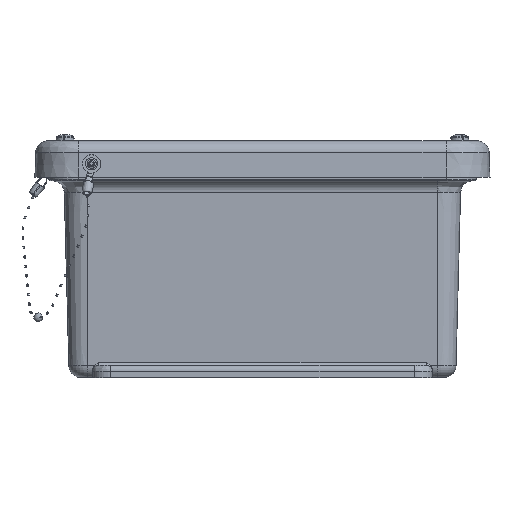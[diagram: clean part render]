
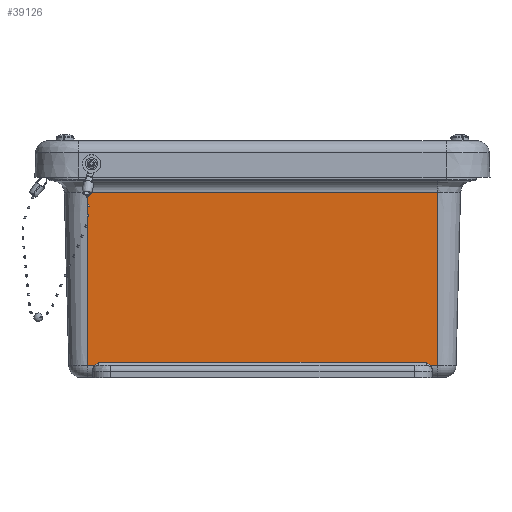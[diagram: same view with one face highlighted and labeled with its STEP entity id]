
A CAD part, front view. The second image highlights one B-rep face of the part: STEP entity #39126.
In plain terms, the highlighted planar face has unit normal (0, -1, -0.026).
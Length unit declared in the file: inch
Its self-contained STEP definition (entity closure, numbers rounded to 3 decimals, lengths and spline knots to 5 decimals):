
#1839 = CARTESIAN_POINT ( 'NONE',  ( -1.80224, -3.98849, -4.44154 ) ) ;
#2612 = ORIENTED_EDGE ( 'NONE', *, *, #6823, .F. ) ;
#2701 = CARTESIAN_POINT ( 'NONE',  ( -3.45326, -3.98866, -4.43512 ) ) ;
#2787 = CARTESIAN_POINT ( 'NONE',  ( 3.42062, -3.98946, -4.40441 ) ) ;
#2873 = CARTESIAN_POINT ( 'NONE',  ( -3.375, -3.99035, -4.37035 ) ) ;
#3039 = CARTESIAN_POINT ( 'NONE',  ( -3.39697, -3.98994, -4.38613 ) ) ;
#3382 = CARTESIAN_POINT ( 'NONE',  ( -3.39852, -3.98991, -4.38727 ) ) ;
#4198 = CARTESIAN_POINT ( 'NONE',  ( -3.60447, -3.99035, -4.37035 ) ) ;
#4417 = EDGE_CURVE ( 'NONE', #38437, #40194, #45782, .T. ) ;
#5193 = DIRECTION ( 'NONE',  ( 0., 0.026, -1. ) ) ;
#5410 = VECTOR ( 'NONE', #32252, 39.37008 ) ;
#5710 = ORIENTED_EDGE ( 'NONE', *, *, #7158, .T. ) ;
#5756 = DIRECTION ( 'NONE',  ( 0., -1., -0.026 ) ) ;
#6531 = VECTOR ( 'NONE', #8626, 39.37008 ) ;
#6571 = CARTESIAN_POINT ( 'NONE',  ( 3.39697, -3.98994, -4.38612 ) ) ;
#6670 = CARTESIAN_POINT ( 'NONE',  ( -3.45862, -3.98849, -4.44154 ) ) ;
#6823 = EDGE_CURVE ( 'NONE', #31046, #40194, #14026, .T. ) ;
#6927 = CARTESIAN_POINT ( 'NONE',  ( 3.45862, -3.98849, -4.44154 ) ) ;
#7158 = EDGE_CURVE ( 'NONE', #22863, #38437, #39894, .T. ) ;
#7364 = CARTESIAN_POINT ( 'NONE',  ( -3.40378, -3.98981, -4.39118 ) ) ;
#7712 = ORIENTED_EDGE ( 'NONE', *, *, #37792, .T. ) ;
#8626 = DIRECTION ( 'NONE',  ( 0., -0.026, 1. ) ) ;
#10537 = CARTESIAN_POINT ( 'NONE',  ( 3.41203, -3.98964, -4.39749 ) ) ;
#10634 = CARTESIAN_POINT ( 'NONE',  ( -3.4003, -3.98987, -4.38858 ) ) ;
#10726 = CARTESIAN_POINT ( 'NONE',  ( 3.41921, -3.98949, -4.40325 ) ) ;
#10888 = CARTESIAN_POINT ( 'NONE',  ( 3.42779, -3.9893, -4.41044 ) ) ;
#11150 = CARTESIAN_POINT ( 'NONE',  ( -3.38475, -3.99017, -4.37727 ) ) ;
#11574 = VERTEX_POINT ( 'NONE', #17709 ) ;
#12291 = B_SPLINE_CURVE_WITH_KNOTS ( 'NONE', 3,
 ( #6670, #2701, #26560, #22753, #35038, #50445, #42564, #18637, #14960, #30550, #26740, #34361, #7364, #10634, #3382, #50611, #38266, #3039, #46204, #34876, #11150, #2873 ),
 .UNSPECIFIED., .F., .F.,
 ( 4, 1, 1, 1, 1, 1, 2, 2, 1, 1, 1, 1, 1, 2, 2, 4 ),
 ( 0., 0.25, 0.375, 0.4375, 0.46875, 0.48437, 0.49219, 0.5, 0.625, 0.6875, 0.71875, 0.73437, 0.74219, 0.74609, 0.75, 1. ),
 .UNSPECIFIED. ) ;
#13010 = LINE ( 'NONE', #1839, #45730 ) ;
#14026 = LINE ( 'NONE', #40394, #30138 ) ;
#14521 = CARTESIAN_POINT ( 'NONE',  ( 3.43648, -3.98908, -4.4182 ) ) ;
#14866 = CARTESIAN_POINT ( 'NONE',  ( 3.40023, -3.98988, -4.38853 ) ) ;
#14960 = CARTESIAN_POINT ( 'NONE',  ( -3.41929, -3.98949, -4.40332 ) ) ;
#17709 = CARTESIAN_POINT ( 'NONE',  ( -3.375, -3.99035, -4.37035 ) ) ;
#17893 = PLANE ( 'NONE',  #40895 ) ;
#18233 = EDGE_CURVE ( 'NONE', #46296, #18738, #13010, .T. ) ;
#18543 = CARTESIAN_POINT ( 'NONE',  ( 3.43305, -3.98917, -4.41506 ) ) ;
#18637 = CARTESIAN_POINT ( 'NONE',  ( -3.41978, -3.98948, -4.40372 ) ) ;
#18738 = VERTEX_POINT ( 'NONE', #31735 ) ;
#18777 = VERTEX_POINT ( 'NONE', #32088 ) ;
#18804 = CARTESIAN_POINT ( 'NONE',  ( 3.60448, -3.98849, -4.44154 ) ) ;
#18851 = EDGE_CURVE ( 'NONE', #11574, #18777, #33944, .T. ) ;
#20621 = CARTESIAN_POINT ( 'NONE',  ( -3.45862, -3.98849, -4.44154 ) ) ;
#20998 = ORIENTED_EDGE ( 'NONE', *, *, #44538, .T. ) ;
#22274 = CARTESIAN_POINT ( 'NONE',  ( -3.60447, -4.08192, -0.87353 ) ) ;
#22753 = CARTESIAN_POINT ( 'NONE',  ( -3.4321, -3.9892, -4.4142 ) ) ;
#22863 = VERTEX_POINT ( 'NONE', #23580 ) ;
#23553 = CARTESIAN_POINT ( 'NONE',  ( -3.60447, -4.08192, -0.87353 ) ) ;
#23580 = CARTESIAN_POINT ( 'NONE',  ( 3.60448, -4.08192, -0.87353 ) ) ;
#24370 = EDGE_LOOP ( 'NONE', ( #46806, #47756, #50458, #20998, #5710, #35429, #2612, #7712 ) ) ;
#24451 = CARTESIAN_POINT ( 'NONE',  ( -3.60447, -4.10471, -0.00327 ) ) ;
#25511 = CARTESIAN_POINT ( 'NONE',  ( -3.60447, -4.10471, -0.00327 ) ) ;
#25636 = EDGE_CURVE ( 'NONE', #18738, #18777, #34186, .T. ) ;
#26469 = CARTESIAN_POINT ( 'NONE',  ( 3.42601, -3.98934, -4.40892 ) ) ;
#26560 = CARTESIAN_POINT ( 'NONE',  ( -3.44427, -3.98891, -4.42547 ) ) ;
#26644 = CARTESIAN_POINT ( 'NONE',  ( 3.42332, -3.9894, -4.40665 ) ) ;
#26740 = CARTESIAN_POINT ( 'NONE',  ( -3.41559, -3.98957, -4.40031 ) ) ;
#28044 = FACE_OUTER_BOUND ( 'NONE', #24370, .T. ) ;
#30111 = CARTESIAN_POINT ( 'NONE',  ( 3.41551, -3.98957, -4.40024 ) ) ;
#30138 = VECTOR ( 'NONE', #40042, 39.37008 ) ;
#30165 = CARTESIAN_POINT ( 'NONE',  ( -3.60447, -3.98849, -4.44154 ) ) ;
#30278 = CARTESIAN_POINT ( 'NONE',  ( 3.44649, -3.98883, -4.42784 ) ) ;
#30550 = CARTESIAN_POINT ( 'NONE',  ( -3.419, -3.98949, -4.40308 ) ) ;
#30634 = CARTESIAN_POINT ( 'NONE',  ( 3.39722, -3.98993, -4.38631 ) ) ;
#31046 = VERTEX_POINT ( 'NONE', #20621 ) ;
#31735 = CARTESIAN_POINT ( 'NONE',  ( 3.45862, -3.98849, -4.44154 ) ) ;
#32088 = CARTESIAN_POINT ( 'NONE',  ( 3.375, -3.99035, -4.37035 ) ) ;
#32252 = DIRECTION ( 'NONE',  ( 1., 0., 0. ) ) ;
#33943 = CARTESIAN_POINT ( 'NONE',  ( 3.40461, -3.98979, -4.39181 ) ) ;
#33944 = LINE ( 'NONE', #4198, #5410 ) ;
#34186 = B_SPLINE_CURVE_WITH_KNOTS ( 'NONE', 3,
 ( #6927, #38013, #30278, #14521, #18543, #10888, #26469, #26644, #42321, #2787, #50192, #10726, #30111, #10537, #46460, #33943, #46104, #14866, #42491, #46283, #30634, #6571, #34605, #38519, #41963, #50362 ),
 .UNSPECIFIED., .F., .F.,
 ( 4, 2, 2, 2, 1, 2, 2, 2, 2, 1, 1, 1, 2, 2, 4 ),
 ( 0., 0.25, 0.375, 0.4375, 0.46875, 0.48437, 0.5, 0.625, 0.6875, 0.71875, 0.73437, 0.74219, 0.74609, 0.75, 1. ),
 .UNSPECIFIED. ) ;
#34361 = CARTESIAN_POINT ( 'NONE',  ( -3.41043, -3.98967, -4.39623 ) ) ;
#34605 = CARTESIAN_POINT ( 'NONE',  ( 3.39679, -3.98994, -4.38599 ) ) ;
#34760 = VECTOR ( 'NONE', #5193, 39.37008 ) ;
#34876 = CARTESIAN_POINT ( 'NONE',  ( -3.39199, -3.99003, -4.38247 ) ) ;
#35038 = CARTESIAN_POINT ( 'NONE',  ( -3.42559, -3.98935, -4.40856 ) ) ;
#35429 = ORIENTED_EDGE ( 'NONE', *, *, #4417, .T. ) ;
#37792 = EDGE_CURVE ( 'NONE', #31046, #11574, #12291, .T. ) ;
#38013 = CARTESIAN_POINT ( 'NONE',  ( 3.4528, -3.98867, -4.43456 ) ) ;
#38266 = CARTESIAN_POINT ( 'NONE',  ( -3.39723, -3.98993, -4.38632 ) ) ;
#38437 = VERTEX_POINT ( 'NONE', #23553 ) ;
#38519 = CARTESIAN_POINT ( 'NONE',  ( 3.39182, -3.99004, -4.38234 ) ) ;
#39126 = ADVANCED_FACE ( 'NONE', ( #28044 ), #17893, .T. ) ;
#39894 = LINE ( 'NONE', #22274, #50910 ) ;
#40042 = DIRECTION ( 'NONE',  ( -1., 0., 0. ) ) ;
#40194 = VERTEX_POINT ( 'NONE', #30165 ) ;
#40394 = CARTESIAN_POINT ( 'NONE',  ( -1.80224, -3.98849, -4.44154 ) ) ;
#40895 = AXIS2_PLACEMENT_3D ( 'NONE', #25511, #5756, #45469 ) ;
#41963 = CARTESIAN_POINT ( 'NONE',  ( 3.38458, -3.99017, -4.37715 ) ) ;
#42321 = CARTESIAN_POINT ( 'NONE',  ( 3.42197, -3.98943, -4.40553 ) ) ;
#42491 = CARTESIAN_POINT ( 'NONE',  ( 3.39848, -3.98991, -4.38724 ) ) ;
#42564 = CARTESIAN_POINT ( 'NONE',  ( -3.42052, -3.98946, -4.40433 ) ) ;
#44538 = EDGE_CURVE ( 'NONE', #46296, #22863, #47302, .T. ) ;
#45469 = DIRECTION ( 'NONE',  ( 0., -0.026, 1. ) ) ;
#45730 = VECTOR ( 'NONE', #49236, 39.37008 ) ;
#45782 = LINE ( 'NONE', #24451, #34760 ) ;
#46054 = DIRECTION ( 'NONE',  ( -1., 0., 0. ) ) ;
#46104 = CARTESIAN_POINT ( 'NONE',  ( 3.4017, -3.98985, -4.38963 ) ) ;
#46204 = CARTESIAN_POINT ( 'NONE',  ( -3.39679, -3.98994, -4.38599 ) ) ;
#46283 = CARTESIAN_POINT ( 'NONE',  ( 3.3976, -3.98993, -4.38659 ) ) ;
#46296 = VERTEX_POINT ( 'NONE', #18804 ) ;
#46460 = CARTESIAN_POINT ( 'NONE',  ( 3.4065, -3.98975, -4.39324 ) ) ;
#46806 = ORIENTED_EDGE ( 'NONE', *, *, #18851, .T. ) ;
#47302 = LINE ( 'NONE', #47798, #6531 ) ;
#47756 = ORIENTED_EDGE ( 'NONE', *, *, #25636, .F. ) ;
#47798 = CARTESIAN_POINT ( 'NONE',  ( 3.60448, -4.10471, -0.00327 ) ) ;
#49236 = DIRECTION ( 'NONE',  ( -1., 0., 0. ) ) ;
#50192 = CARTESIAN_POINT ( 'NONE',  ( 3.41971, -3.98948, -4.40366 ) ) ;
#50362 = CARTESIAN_POINT ( 'NONE',  ( 3.375, -3.99035, -4.37035 ) ) ;
#50445 = CARTESIAN_POINT ( 'NONE',  ( -3.42223, -3.98942, -4.40574 ) ) ;
#50458 = ORIENTED_EDGE ( 'NONE', *, *, #18233, .F. ) ;
#50611 = CARTESIAN_POINT ( 'NONE',  ( -3.39762, -3.98993, -4.3866 ) ) ;
#50910 = VECTOR ( 'NONE', #46054, 39.37008 ) ;
